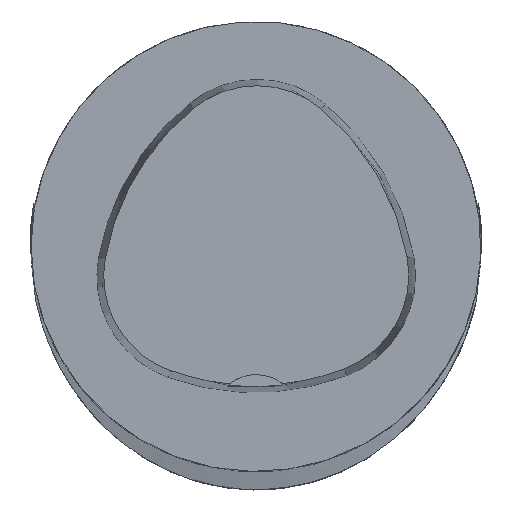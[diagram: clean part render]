
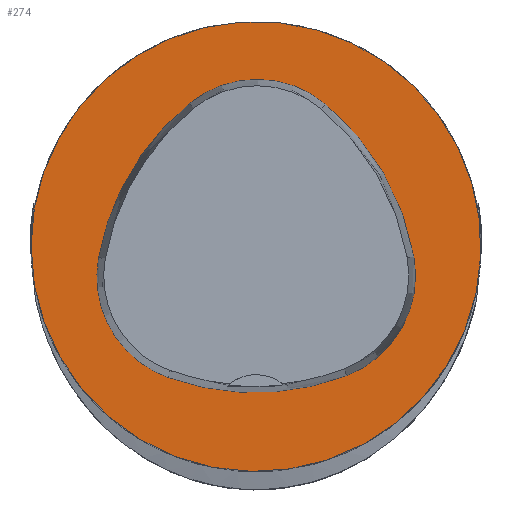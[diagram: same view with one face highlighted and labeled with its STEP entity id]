
A CAD part, top view. The second image highlights one B-rep face of the part: STEP entity #274.
In plain terms, the highlighted planar face has unit normal (0, 0, 1).
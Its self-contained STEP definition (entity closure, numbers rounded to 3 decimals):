
#274=ADVANCED_FACE('',(#632,#633),#340,.T.);
#340=PLANE('',#1762);
#632=FACE_BOUND('',#679,.T.);
#633=FACE_BOUND('',#680,.T.);
#679=EDGE_LOOP('',(#935,#936,#937,#938,#939,#940));
#680=EDGE_LOOP('',(#941));
#935=ORIENTED_EDGE('',*,*,#1457,.T.);
#936=ORIENTED_EDGE('',*,*,#1437,.T.);
#937=ORIENTED_EDGE('',*,*,#1441,.T.);
#938=ORIENTED_EDGE('',*,*,#1444,.T.);
#939=ORIENTED_EDGE('',*,*,#1447,.T.);
#940=ORIENTED_EDGE('',*,*,#1455,.T.);
#941=ORIENTED_EDGE('',*,*,#1415,.F.);
#1247=VERTEX_POINT('',#2593);
#1264=VERTEX_POINT('',#2667);
#1265=VERTEX_POINT('',#2668);
#1268=VERTEX_POINT('',#2676);
#1270=VERTEX_POINT('',#2682);
#1272=VERTEX_POINT('',#2688);
#1279=VERTEX_POINT('',#2709);
#1415=EDGE_CURVE('',#1247,#1247,#1558,.T.);
#1437=EDGE_CURVE('',#1264,#1265,#1562,.T.);
#1441=EDGE_CURVE('',#1265,#1268,#1564,.T.);
#1444=EDGE_CURVE('',#1268,#1270,#1566,.T.);
#1447=EDGE_CURVE('',#1270,#1272,#1568,.T.);
#1455=EDGE_CURVE('',#1272,#1279,#1572,.T.);
#1457=EDGE_CURVE('',#1279,#1264,#1574,.T.);
#1558=CIRCLE('',#1725,31.5);
#1562=CIRCLE('',#1740,36.);
#1564=CIRCLE('',#1743,15.);
#1566=CIRCLE('',#1746,36.);
#1568=CIRCLE('',#1749,15.);
#1572=CIRCLE('',#1754,36.);
#1574=CIRCLE('',#1757,15.);
#1725=AXIS2_PLACEMENT_3D('',#2592,#2002,#2003);
#1740=AXIS2_PLACEMENT_3D('',#2666,#2036,#2037);
#1743=AXIS2_PLACEMENT_3D('',#2675,#2044,#2045);
#1746=AXIS2_PLACEMENT_3D('',#2681,#2051,#2052);
#1749=AXIS2_PLACEMENT_3D('',#2687,#2058,#2059);
#1754=AXIS2_PLACEMENT_3D('',#2710,#2070,#2071);
#1757=AXIS2_PLACEMENT_3D('',#2713,#2076,#2077);
#1762=AXIS2_PLACEMENT_3D('',#2718,#2086,#2087);
#2002=DIRECTION('',(0.,0.,-1.));
#2003=DIRECTION('',(-1.,0.,0.));
#2036=DIRECTION('',(0.,0.,-1.));
#2037=DIRECTION('',(-1.,0.,0.));
#2044=DIRECTION('',(0.,0.,-1.));
#2045=DIRECTION('',(-1.,0.,0.));
#2051=DIRECTION('',(0.,0.,-1.));
#2052=DIRECTION('',(-1.,0.,0.));
#2058=DIRECTION('',(0.,0.,-1.));
#2059=DIRECTION('',(-1.,0.,0.));
#2070=DIRECTION('',(0.,0.,-1.));
#2071=DIRECTION('',(-1.,0.,0.));
#2076=DIRECTION('',(0.,0.,-1.));
#2077=DIRECTION('',(-1.,0.,0.));
#2086=DIRECTION('',(0.,0.,1.));
#2087=DIRECTION('',(1.,0.,0.));
#2592=CARTESIAN_POINT('',(0.,0.,0.));
#2593=CARTESIAN_POINT('',(-31.5,0.,0.));
#2666=CARTESIAN_POINT('',(13.398,-7.893,0.));
#2667=CARTESIAN_POINT('',(-22.041,-1.562,0.));
#2668=CARTESIAN_POINT('',(-9.317,20.036,0.));
#2675=CARTESIAN_POINT('',(0.148,8.399,0.));
#2676=CARTESIAN_POINT('',(9.779,19.898,0.));
#2681=CARTESIAN_POINT('',(-13.337,-7.7,0.));
#2682=CARTESIAN_POINT('',(22.122,-1.48,0.));
#2687=CARTESIAN_POINT('',(7.347,-4.071,0.));
#2688=CARTESIAN_POINT('',(12.693,-18.087,0.));
#2709=CARTESIAN_POINT('',(-12.373,-18.307,0.));
#2710=CARTESIAN_POINT('',(-0.137,15.55,0.));
#2713=CARTESIAN_POINT('',(-7.275,-4.2,0.));
#2718=CARTESIAN_POINT('',(0.,0.,0.));
